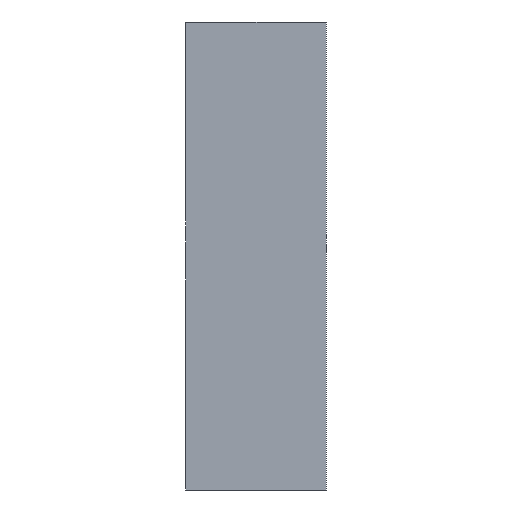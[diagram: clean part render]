
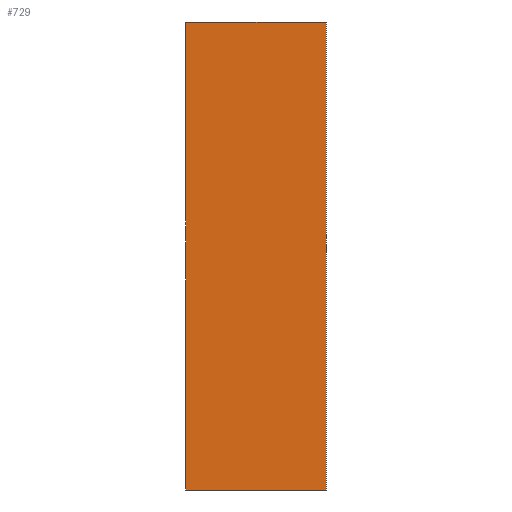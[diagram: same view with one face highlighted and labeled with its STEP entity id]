
A CAD part, left-side view. The second image highlights one B-rep face of the part: STEP entity #729.
In plain terms, the highlighted planar face has unit normal (-1, 0, 0).
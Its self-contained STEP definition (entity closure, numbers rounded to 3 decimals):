
#35 = DIRECTION ( 'NONE',  ( 0., 0., 1. ) ) ;
#47 = ORIENTED_EDGE ( 'NONE', *, *, #204, .F. ) ;
#81 = VECTOR ( 'NONE', #181, 1000. ) ;
#139 = LINE ( 'NONE', #587, #666 ) ;
#150 = ORIENTED_EDGE ( 'NONE', *, *, #302, .T. ) ;
#166 = EDGE_CURVE ( 'NONE', #520, #512, #685, .T. ) ;
#172 = CARTESIAN_POINT ( 'NONE',  ( -50., -10., 25. ) ) ;
#176 = CARTESIAN_POINT ( 'NONE',  ( -50., 10., -25. ) ) ;
#181 = DIRECTION ( 'NONE',  ( 0., 1., 0. ) ) ;
#184 = CARTESIAN_POINT ( 'NONE',  ( -50., -5.027, 25. ) ) ;
#195 = DIRECTION ( 'NONE',  ( -1., 0., 0. ) ) ;
#204 = EDGE_CURVE ( 'NONE', #465, #512, #441, .T. ) ;
#225 = VECTOR ( 'NONE', #690, 1000. ) ;
#302 = EDGE_CURVE ( 'NONE', #653, #520, #521, .T. ) ;
#307 = DIRECTION ( 'NONE',  ( 0., 0., -1. ) ) ;
#313 = VECTOR ( 'NONE', #408, 1000. ) ;
#339 = EDGE_CURVE ( 'NONE', #653, #465, #139, .T. ) ;
#345 = AXIS2_PLACEMENT_3D ( 'NONE', #481, #195, #35 ) ;
#376 = ORIENTED_EDGE ( 'NONE', *, *, #166, .T. ) ;
#391 = EDGE_LOOP ( 'NONE', ( #559, #150, #376, #47 ) ) ;
#400 = CARTESIAN_POINT ( 'NONE',  ( -50., 10., 25. ) ) ;
#408 = DIRECTION ( 'NONE',  ( 0., 0., -1. ) ) ;
#441 = LINE ( 'NONE', #516, #225 ) ;
#447 = CARTESIAN_POINT ( 'NONE',  ( -50., 10., 25. ) ) ;
#465 = VERTEX_POINT ( 'NONE', #721 ) ;
#481 = CARTESIAN_POINT ( 'NONE',  ( -50., -10., 25. ) ) ;
#512 = VERTEX_POINT ( 'NONE', #176 ) ;
#516 = CARTESIAN_POINT ( 'NONE',  ( -50., -10., -25. ) ) ;
#520 = VERTEX_POINT ( 'NONE', #447 ) ;
#521 = LINE ( 'NONE', #172, #81 ) ;
#559 = ORIENTED_EDGE ( 'NONE', *, *, #339, .F. ) ;
#587 = CARTESIAN_POINT ( 'NONE',  ( -50., -5.027, 25. ) ) ;
#653 = VERTEX_POINT ( 'NONE', #184 ) ;
#664 = FACE_OUTER_BOUND ( 'NONE', #391, .T. ) ;
#666 = VECTOR ( 'NONE', #307, 1000. ) ;
#685 = LINE ( 'NONE', #400, #313 ) ;
#690 = DIRECTION ( 'NONE',  ( 0., 1., 0. ) ) ;
#697 = PLANE ( 'NONE',  #345 ) ;
#721 = CARTESIAN_POINT ( 'NONE',  ( -50., -5.027, -25. ) ) ;
#729 = ADVANCED_FACE ( 'NONE', ( #664 ), #697, .T. ) ;
